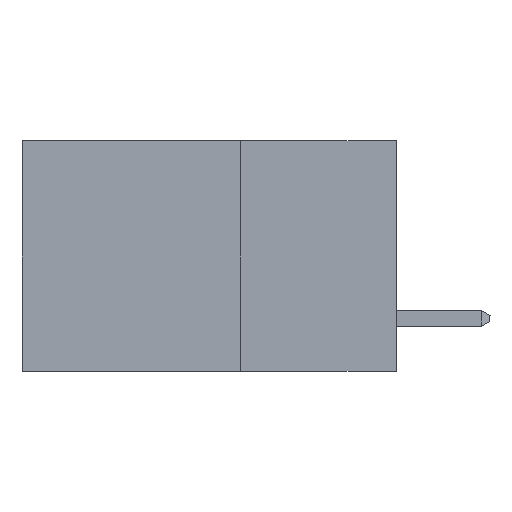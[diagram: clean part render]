
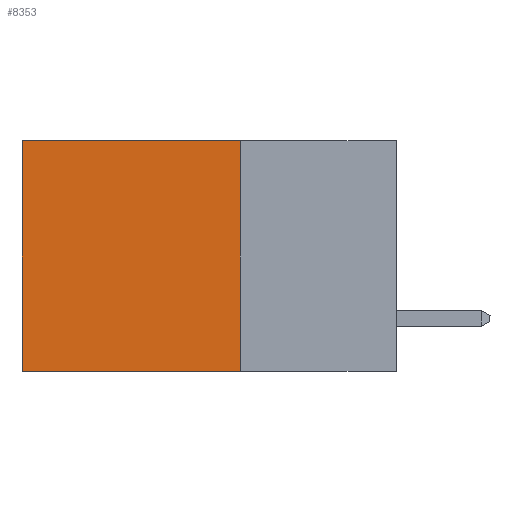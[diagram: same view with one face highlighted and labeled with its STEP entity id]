
A CAD part, left-side view. The second image highlights one B-rep face of the part: STEP entity #8353.
In plain terms, the highlighted planar face has unit normal (-1, 0, 0).
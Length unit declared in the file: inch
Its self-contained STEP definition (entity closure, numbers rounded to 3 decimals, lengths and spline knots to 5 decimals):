
#361 = EDGE_CURVE ( 'NONE', #4456, #3423, #5345, .T. ) ;
#489 = LINE ( 'NONE', #1530, #4313 ) ;
#538 = CARTESIAN_POINT ( 'NONE',  ( 0.2615, 0.6, -0.37 ) ) ;
#577 = LINE ( 'NONE', #6173, #7874 ) ;
#974 = CARTESIAN_POINT ( 'NONE',  ( 0.2615, 0.25, -0.37 ) ) ;
#987 = ORIENTED_EDGE ( 'NONE', *, *, #6604, .F. ) ;
#1041 = CARTESIAN_POINT ( 'NONE',  ( 0.2615, 0.25, -0.37 ) ) ;
#1530 = CARTESIAN_POINT ( 'NONE',  ( 0.2615, 0.25, 0. ) ) ;
#1805 = DIRECTION ( 'NONE',  ( 0., 0., -1. ) ) ;
#1929 = FACE_OUTER_BOUND ( 'NONE', #4627, .T. ) ;
#2011 = DIRECTION ( 'NONE',  ( 0., 0., -1. ) ) ;
#2053 = VECTOR ( 'NONE', #1805, 39.37008 ) ;
#2394 = DIRECTION ( 'NONE',  ( 1., 0., 0. ) ) ;
#3423 = VERTEX_POINT ( 'NONE', #6015 ) ;
#3598 = VERTEX_POINT ( 'NONE', #3875 ) ;
#3875 = CARTESIAN_POINT ( 'NONE',  ( 0.2615, 0.25, 0. ) ) ;
#4209 = VECTOR ( 'NONE', #5927, 39.37008 ) ;
#4313 = VECTOR ( 'NONE', #6394, 39.37008 ) ;
#4422 = LINE ( 'NONE', #1041, #4209 ) ;
#4456 = VERTEX_POINT ( 'NONE', #8463 ) ;
#4627 = EDGE_LOOP ( 'NONE', ( #7640, #5131, #987, #4839 ) ) ;
#4839 = ORIENTED_EDGE ( 'NONE', *, *, #5485, .T. ) ;
#5131 = ORIENTED_EDGE ( 'NONE', *, *, #6369, .F. ) ;
#5345 = LINE ( 'NONE', #538, #2053 ) ;
#5485 = EDGE_CURVE ( 'NONE', #3598, #4456, #489, .T. ) ;
#5785 = AXIS2_PLACEMENT_3D ( 'NONE', #974, #2394, #7195 ) ;
#5927 = DIRECTION ( 'NONE',  ( 0., 1., 0. ) ) ;
#6015 = CARTESIAN_POINT ( 'NONE',  ( 0.2615, 0.6, -0.37 ) ) ;
#6173 = CARTESIAN_POINT ( 'NONE',  ( 0.2615, 0.25, -0.37 ) ) ;
#6369 = EDGE_CURVE ( 'NONE', #7267, #3423, #4422, .T. ) ;
#6394 = DIRECTION ( 'NONE',  ( 0., 1., 0. ) ) ;
#6532 = PLANE ( 'NONE',  #5785 ) ;
#6604 = EDGE_CURVE ( 'NONE', #3598, #7267, #577, .T. ) ;
#7195 = DIRECTION ( 'NONE',  ( 0., 0., -1. ) ) ;
#7267 = VERTEX_POINT ( 'NONE', #8587 ) ;
#7640 = ORIENTED_EDGE ( 'NONE', *, *, #361, .T. ) ;
#7874 = VECTOR ( 'NONE', #2011, 39.37008 ) ;
#8353 = ADVANCED_FACE ( 'NONE', ( #1929 ), #6532, .F. ) ;
#8463 = CARTESIAN_POINT ( 'NONE',  ( 0.2615, 0.6, 0. ) ) ;
#8587 = CARTESIAN_POINT ( 'NONE',  ( 0.2615, 0.25, -0.37 ) ) ;
